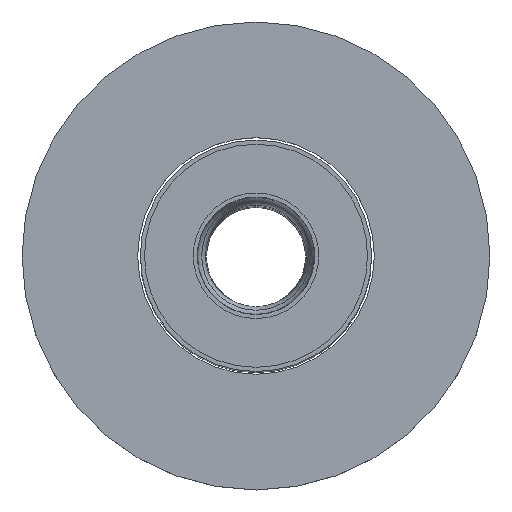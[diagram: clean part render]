
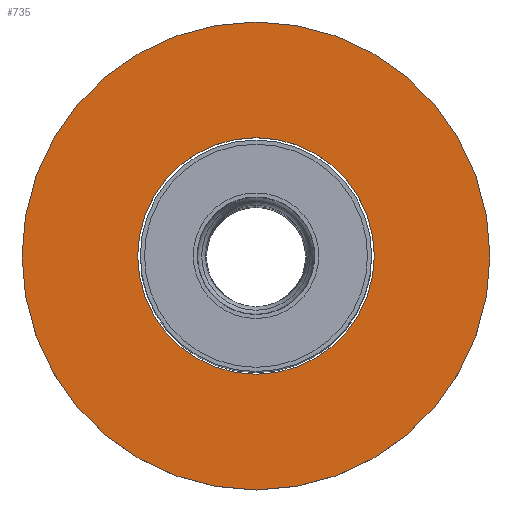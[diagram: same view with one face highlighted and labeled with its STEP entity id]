
A CAD part, top view. The second image highlights one B-rep face of the part: STEP entity #735.
In plain terms, the highlighted planar face has unit normal (0, 0, 1).
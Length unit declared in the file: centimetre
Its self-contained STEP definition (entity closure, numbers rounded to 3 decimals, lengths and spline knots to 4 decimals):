
#45=FACE_BOUND('',#144,.T.);
#65=PLANE('',#802);
#87=FACE_OUTER_BOUND('',#143,.T.);
#143=EDGE_LOOP('',(#519));
#144=EDGE_LOOP('',(#520));
#265=CIRCLE('',#797,45.5);
#268=CIRCLE('',#801,90.);
#343=VERTEX_POINT('',#1208);
#346=VERTEX_POINT('',#1216);
#409=EDGE_CURVE('',#343,#343,#265,.T.);
#414=EDGE_CURVE('',#346,#346,#268,.T.);
#519=ORIENTED_EDGE('',*,*,#414,.T.);
#520=ORIENTED_EDGE('',*,*,#409,.T.);
#735=ADVANCED_FACE('',(#87,#45),#65,.T.);
#797=AXIS2_PLACEMENT_3D('',#1209,#928,#929);
#801=AXIS2_PLACEMENT_3D('',#1218,#938,#939);
#802=AXIS2_PLACEMENT_3D('',#1219,#940,#941);
#928=DIRECTION('center_axis',(0.,0.,-1.));
#929=DIRECTION('ref_axis',(1.,0.,0.));
#938=DIRECTION('center_axis',(0.,0.,1.));
#939=DIRECTION('ref_axis',(1.,0.,0.));
#940=DIRECTION('center_axis',(0.,0.,1.));
#941=DIRECTION('ref_axis',(-1.,0.,0.));
#1208=CARTESIAN_POINT('',(-45.5,0.,240.));
#1209=CARTESIAN_POINT('Origin',(0.,0.,240.));
#1216=CARTESIAN_POINT('',(-90.,0.,240.));
#1218=CARTESIAN_POINT('Origin',(0.,0.,240.));
#1219=CARTESIAN_POINT('Origin',(0.,0.,240.));
